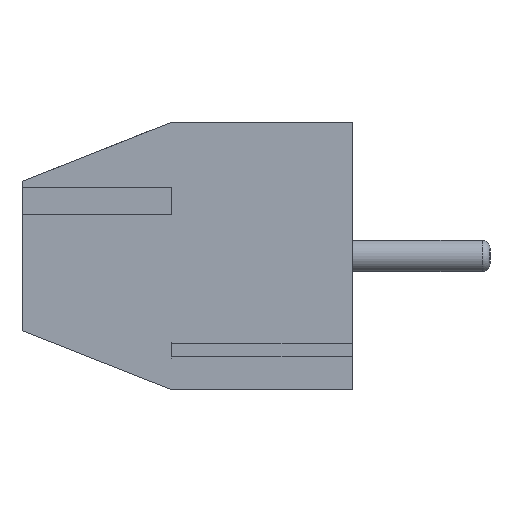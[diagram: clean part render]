
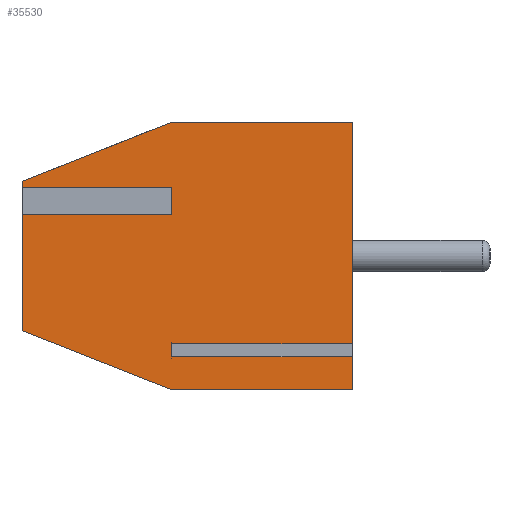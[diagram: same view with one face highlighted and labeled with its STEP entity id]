
A CAD part, left-side view. The second image highlights one B-rep face of the part: STEP entity #35530.
In plain terms, the highlighted planar face has unit normal (-1, 0, 0).
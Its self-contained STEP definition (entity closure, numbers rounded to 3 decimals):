
#8 = VERTEX_POINT ( 'NONE', #2278 ) ;
#136 = CARTESIAN_POINT ( 'NONE',  ( 0., 8.4, 4.968 ) ) ;
#290 = DIRECTION ( 'NONE',  ( 0., -0.93, 0.367 ) ) ;
#683 = EDGE_CURVE ( 'NONE', #21996, #36753, #3760, .T. ) ;
#1029 = DIRECTION ( 'NONE',  ( 0., 0., 1. ) ) ;
#1229 = CARTESIAN_POINT ( 'NONE',  ( 0., 4.6, 0. ) ) ;
#1467 = CARTESIAN_POINT ( 'NONE',  ( 0., 0., 6.8 ) ) ;
#1700 = CARTESIAN_POINT ( 'NONE',  ( 0., 0., 6.8 ) ) ;
#2008 = VERTEX_POINT ( 'NONE', #22840 ) ;
#2278 = CARTESIAN_POINT ( 'NONE',  ( 0., 4.6, 4.632 ) ) ;
#2642 = CARTESIAN_POINT ( 'NONE',  ( 0., 8.4, 0. ) ) ;
#2857 = CARTESIAN_POINT ( 'NONE',  ( 0., 4.6, 0.832 ) ) ;
#2982 = CARTESIAN_POINT ( 'NONE',  ( 0., 8.4, 5.3 ) ) ;
#3248 = CARTESIAN_POINT ( 'NONE',  ( 0., 8.4, 1.5 ) ) ;
#3760 = LINE ( 'NONE', #30969, #17909 ) ;
#4589 = VECTOR ( 'NONE', #290, 1000. ) ;
#4901 = VERTEX_POINT ( 'NONE', #26105 ) ;
#4968 = VECTOR ( 'NONE', #19942, 1000. ) ;
#6066 = EDGE_CURVE ( 'NONE', #25685, #19393, #28183, .T. ) ;
#6392 = DIRECTION ( 'NONE',  ( 0., -1., 0. ) ) ;
#6569 = LINE ( 'NONE', #3248, #15241 ) ;
#6693 = ORIENTED_EDGE ( 'NONE', *, *, #25986, .F. ) ;
#6938 = CARTESIAN_POINT ( 'NONE',  ( 0., 4.6, 4.968 ) ) ;
#7637 = EDGE_CURVE ( 'NONE', #42134, #36753, #32476, .T. ) ;
#7935 = VERTEX_POINT ( 'NONE', #16249 ) ;
#7964 = EDGE_CURVE ( 'NONE', #4901, #19393, #37403, .T. ) ;
#8201 = CARTESIAN_POINT ( 'NONE',  ( 0., 0., 0.832 ) ) ;
#8415 = LINE ( 'NONE', #19384, #23641 ) ;
#8540 = CARTESIAN_POINT ( 'NONE',  ( 0., 8.4, 6.8 ) ) ;
#9687 = DIRECTION ( 'NONE',  ( 0., -1., 0. ) ) ;
#10790 = CARTESIAN_POINT ( 'NONE',  ( 0., 0., 1.168 ) ) ;
#11014 = LINE ( 'NONE', #34021, #30847 ) ;
#11040 = DIRECTION ( 'NONE',  ( 0., 0., 1. ) ) ;
#11963 = VECTOR ( 'NONE', #6392, 1000. ) ;
#11990 = DIRECTION ( 'NONE',  ( 0., 0., 1. ) ) ;
#13021 = ORIENTED_EDGE ( 'NONE', *, *, #7637, .T. ) ;
#13123 = DIRECTION ( 'NONE',  ( 0., 0., -1. ) ) ;
#13135 = CARTESIAN_POINT ( 'NONE',  ( 0., 4.6, 6.8 ) ) ;
#13190 = DIRECTION ( 'NONE',  ( 0., 0., -1. ) ) ;
#13422 = CARTESIAN_POINT ( 'NONE',  ( 0., 4.6, 0.832 ) ) ;
#13850 = EDGE_CURVE ( 'NONE', #36764, #8, #37287, .T. ) ;
#14200 = LINE ( 'NONE', #136, #31654 ) ;
#14893 = VERTEX_POINT ( 'NONE', #31428 ) ;
#15226 = VERTEX_POINT ( 'NONE', #26805 ) ;
#15241 = VECTOR ( 'NONE', #16880, 1000. ) ;
#15816 = DIRECTION ( 'NONE',  ( 0., -1., 0. ) ) ;
#15983 = CARTESIAN_POINT ( 'NONE',  ( 0., 0., 6.8 ) ) ;
#16249 = CARTESIAN_POINT ( 'NONE',  ( 0., 8.4, 4.632 ) ) ;
#16880 = DIRECTION ( 'NONE',  ( 0., 0.93, 0.367 ) ) ;
#17909 = VECTOR ( 'NONE', #30052, 1000. ) ;
#18064 = ORIENTED_EDGE ( 'NONE', *, *, #7964, .F. ) ;
#18390 = ORIENTED_EDGE ( 'NONE', *, *, #22848, .T. ) ;
#18969 = ORIENTED_EDGE ( 'NONE', *, *, #40626, .T. ) ;
#19384 = CARTESIAN_POINT ( 'NONE',  ( 0., 8.4, 6.8 ) ) ;
#19393 = VERTEX_POINT ( 'NONE', #8201 ) ;
#19481 = EDGE_CURVE ( 'NONE', #14893, #7935, #8415, .T. ) ;
#19942 = DIRECTION ( 'NONE',  ( 0., 0., 1. ) ) ;
#20075 = CARTESIAN_POINT ( 'NONE',  ( 0., 8.4, 6.8 ) ) ;
#20308 = ORIENTED_EDGE ( 'NONE', *, *, #13850, .T. ) ;
#21350 = EDGE_CURVE ( 'NONE', #25361, #36764, #14200, .T. ) ;
#21996 = VERTEX_POINT ( 'NONE', #13135 ) ;
#22167 = ORIENTED_EDGE ( 'NONE', *, *, #36563, .T. ) ;
#22330 = ORIENTED_EDGE ( 'NONE', *, *, #19481, .F. ) ;
#22521 = ORIENTED_EDGE ( 'NONE', *, *, #25182, .F. ) ;
#22840 = CARTESIAN_POINT ( 'NONE',  ( 0., 8.4, 5.3 ) ) ;
#22848 = EDGE_CURVE ( 'NONE', #15226, #42134, #33165, .T. ) ;
#22901 = CARTESIAN_POINT ( 'NONE',  ( 0., 4.6, 4.968 ) ) ;
#23641 = VECTOR ( 'NONE', #11990, 1000. ) ;
#24090 = ORIENTED_EDGE ( 'NONE', *, *, #21350, .T. ) ;
#24141 = VECTOR ( 'NONE', #39386, 1000. ) ;
#24676 = VECTOR ( 'NONE', #15816, 1000. ) ;
#24742 = ORIENTED_EDGE ( 'NONE', *, *, #43444, .F. ) ;
#25182 = EDGE_CURVE ( 'NONE', #42032, #14893, #6569, .T. ) ;
#25361 = VERTEX_POINT ( 'NONE', #38045 ) ;
#25685 = VERTEX_POINT ( 'NONE', #30111 ) ;
#25792 = LINE ( 'NONE', #2642, #24676 ) ;
#25986 = EDGE_CURVE ( 'NONE', #25361, #2008, #38267, .T. ) ;
#26105 = CARTESIAN_POINT ( 'NONE',  ( 0., 4.6, 0.832 ) ) ;
#26475 = FACE_OUTER_BOUND ( 'NONE', #28224, .T. ) ;
#26805 = CARTESIAN_POINT ( 'NONE',  ( 0., 4.6, 1.168 ) ) ;
#27383 = AXIS2_PLACEMENT_3D ( 'NONE', #20075, #42367, #13123 ) ;
#27415 = VECTOR ( 'NONE', #13190, 1000. ) ;
#28183 = LINE ( 'NONE', #1467, #36895 ) ;
#28224 = EDGE_LOOP ( 'NONE', ( #18390, #13021, #29749, #40395, #6693, #24090, #20308, #24742, #22330, #22521, #22167, #34176, #18064, #18969 ) ) ;
#29749 = ORIENTED_EDGE ( 'NONE', *, *, #683, .F. ) ;
#30052 = DIRECTION ( 'NONE',  ( 0., -1., 0. ) ) ;
#30111 = CARTESIAN_POINT ( 'NONE',  ( 0., 0., 0. ) ) ;
#30360 = LINE ( 'NONE', #13422, #4968 ) ;
#30382 = LINE ( 'NONE', #2982, #4589 ) ;
#30847 = VECTOR ( 'NONE', #31116, 1000. ) ;
#30969 = CARTESIAN_POINT ( 'NONE',  ( 0., 8.4, 6.8 ) ) ;
#31116 = DIRECTION ( 'NONE',  ( 0., -1., 0. ) ) ;
#31428 = CARTESIAN_POINT ( 'NONE',  ( 0., 8.4, 1.5 ) ) ;
#31654 = VECTOR ( 'NONE', #34042, 1000. ) ;
#32476 = LINE ( 'NONE', #1700, #24141 ) ;
#33165 = LINE ( 'NONE', #39412, #38634 ) ;
#34021 = CARTESIAN_POINT ( 'NONE',  ( 0., 8.4, 4.632 ) ) ;
#34042 = DIRECTION ( 'NONE',  ( 0., -1., 0. ) ) ;
#34176 = ORIENTED_EDGE ( 'NONE', *, *, #6066, .T. ) ;
#34527 = VECTOR ( 'NONE', #1029, 1000. ) ;
#35368 = EDGE_CURVE ( 'NONE', #2008, #21996, #30382, .T. ) ;
#35518 = PLANE ( 'NONE',  #27383 ) ;
#35530 = ADVANCED_FACE ( 'NONE', ( #26475 ), #35518, .F. ) ;
#36563 = EDGE_CURVE ( 'NONE', #42032, #25685, #25792, .T. ) ;
#36753 = VERTEX_POINT ( 'NONE', #15983 ) ;
#36764 = VERTEX_POINT ( 'NONE', #22901 ) ;
#36895 = VECTOR ( 'NONE', #11040, 1000. ) ;
#37287 = LINE ( 'NONE', #6938, #27415 ) ;
#37403 = LINE ( 'NONE', #2857, #11963 ) ;
#38045 = CARTESIAN_POINT ( 'NONE',  ( 0., 8.4, 4.968 ) ) ;
#38267 = LINE ( 'NONE', #8540, #34527 ) ;
#38634 = VECTOR ( 'NONE', #9687, 1000. ) ;
#39386 = DIRECTION ( 'NONE',  ( 0., 0., 1. ) ) ;
#39412 = CARTESIAN_POINT ( 'NONE',  ( 0., 4.6, 1.168 ) ) ;
#40395 = ORIENTED_EDGE ( 'NONE', *, *, #35368, .F. ) ;
#40626 = EDGE_CURVE ( 'NONE', #4901, #15226, #30360, .T. ) ;
#42032 = VERTEX_POINT ( 'NONE', #1229 ) ;
#42134 = VERTEX_POINT ( 'NONE', #10790 ) ;
#42367 = DIRECTION ( 'NONE',  ( 1., 0., 0. ) ) ;
#43444 = EDGE_CURVE ( 'NONE', #7935, #8, #11014, .T. ) ;
